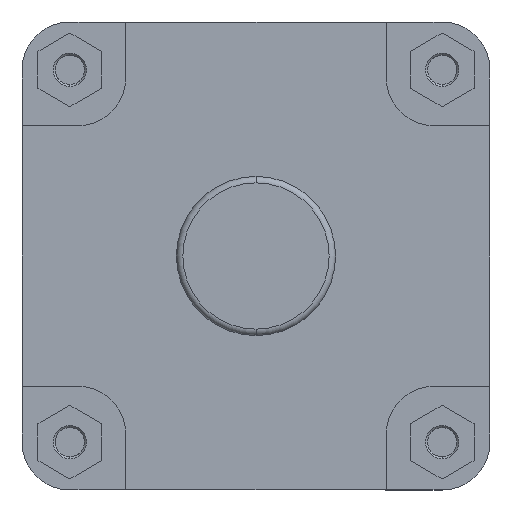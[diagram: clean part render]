
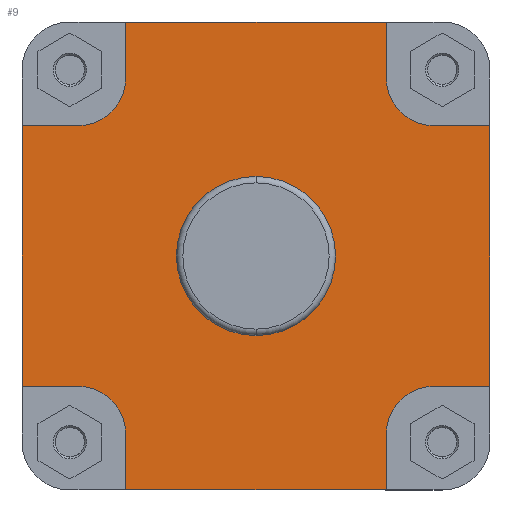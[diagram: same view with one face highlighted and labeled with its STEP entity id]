
A CAD part, left-side view. The second image highlights one B-rep face of the part: STEP entity #9.
In plain terms, the highlighted planar face has unit normal (-1, 0, 0).
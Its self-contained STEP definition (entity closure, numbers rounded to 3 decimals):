
#9 = ADVANCED_FACE ( 'NONE', ( #5641, #5634 ), #6414, .F. ) ;
#300 = ORIENTED_EDGE ( 'NONE', *, *, #1839, .T. ) ;
#306 = ORIENTED_EDGE ( 'NONE', *, *, #1821, .F. ) ;
#339 = ORIENTED_EDGE ( 'NONE', *, *, #1820, .F. ) ;
#356 = ORIENTED_EDGE ( 'NONE', *, *, #1856, .F. ) ;
#861 = CARTESIAN_POINT ( 'NONE',  ( 65., 0., 0. ) ) ;
#862 = DIRECTION ( 'NONE',  ( -1., 0., 0. ) ) ;
#863 = DIRECTION ( 'NONE',  ( 0., 0., 1. ) ) ;
#941 = CARTESIAN_POINT ( 'NONE',  ( 65., 0., 0. ) ) ;
#948 = DIRECTION ( 'NONE',  ( -1., 0., 0. ) ) ;
#949 = DIRECTION ( 'NONE',  ( 0., 0., 1. ) ) ;
#1106 = CARTESIAN_POINT ( 'NONE',  ( 65., 110., 0. ) ) ;
#1115 = DIRECTION ( 'NONE',  ( 0., 0., 1. ) ) ;
#1130 = CARTESIAN_POINT ( 'NONE',  ( 65., 83.75, 83.75 ) ) ;
#1137 = DIRECTION ( 'NONE',  ( -1., 0., 0. ) ) ;
#1138 = DIRECTION ( 'NONE',  ( 0., 0., -1. ) ) ;
#1365 = CARTESIAN_POINT ( 'NONE',  ( 65., 83.75, -83.75 ) ) ;
#1370 = CARTESIAN_POINT ( 'NONE',  ( 65., 83.75, -61.25 ) ) ;
#1371 = DIRECTION ( 'NONE',  ( 0., 1., 0. ) ) ;
#1372 = DIRECTION ( 'NONE',  ( -1., 0., 0. ) ) ;
#1373 = DIRECTION ( 'NONE',  ( 0., 0., -1. ) ) ;
#1376 = CARTESIAN_POINT ( 'NONE',  ( 65., 61.25, -110. ) ) ;
#1377 = DIRECTION ( 'NONE',  ( 0., 0., 1. ) ) ;
#1378 = CARTESIAN_POINT ( 'NONE',  ( 65., -83.75, 61.25 ) ) ;
#1379 = DIRECTION ( 'NONE',  ( 0., -1., 0. ) ) ;
#1380 = CARTESIAN_POINT ( 'NONE',  ( 65., 61.25, 83.75 ) ) ;
#1381 = DIRECTION ( 'NONE',  ( 0., 0., 1. ) ) ;
#1396 = CARTESIAN_POINT ( 'NONE',  ( 65., -61.25, -83.75 ) ) ;
#1410 = CARTESIAN_POINT ( 'NONE',  ( 65., -83.75, 83.75 ) ) ;
#1411 = DIRECTION ( 'NONE',  ( -1., 0., 0. ) ) ;
#1412 = DIRECTION ( 'NONE',  ( 0., 0., -1. ) ) ;
#1413 = CARTESIAN_POINT ( 'NONE',  ( 65., -61.25, 110. ) ) ;
#1414 = DIRECTION ( 'NONE',  ( 0., 0., -1. ) ) ;
#1415 = CARTESIAN_POINT ( 'NONE',  ( 65., -242.141, 110. ) ) ;
#1416 = DIRECTION ( 'NONE',  ( 0., -1., 0. ) ) ;
#1417 = CARTESIAN_POINT ( 'NONE',  ( 65., -110., 0. ) ) ;
#1418 = DIRECTION ( 'NONE',  ( 0., 0., 1. ) ) ;
#1420 = DIRECTION ( 'NONE',  ( 0., 0., -1. ) ) ;
#1445 = CARTESIAN_POINT ( 'NONE',  ( 65., -83.75, -83.75 ) ) ;
#1447 = DIRECTION ( 'NONE',  ( -1., 0., 0. ) ) ;
#1448 = DIRECTION ( 'NONE',  ( 0., 0., -1. ) ) ;
#1449 = CARTESIAN_POINT ( 'NONE',  ( 65., 110., 61.25 ) ) ;
#1450 = DIRECTION ( 'NONE',  ( 0., -1., 0. ) ) ;
#1451 = CARTESIAN_POINT ( 'NONE',  ( 65., -242.141, -110. ) ) ;
#1452 = DIRECTION ( 'NONE',  ( 0., -1., 0. ) ) ;
#1453 = CARTESIAN_POINT ( 'NONE',  ( 65., -110., -61.25 ) ) ;
#1454 = DIRECTION ( 'NONE',  ( 0., 1., 0. ) ) ;
#1596 = EDGE_CURVE ( 'NONE', #6372, #6462, #3149, .T. ) ;
#1636 = EDGE_CURVE ( 'NONE', #6462, #6372, #3221, .T. ) ;
#1707 = EDGE_CURVE ( 'NONE', #6571, #6463, #3327, .T. ) ;
#1716 = EDGE_CURVE ( 'NONE', #6589, #6877, #3353, .T. ) ;
#1820 = EDGE_CURVE ( 'NONE', #6881, #6571, #3531, .T. ) ;
#1821 = EDGE_CURVE ( 'NONE', #6762, #6881, #3537, .T. ) ;
#1823 = EDGE_CURVE ( 'NONE', #6384, #6762, #3538, .T. ) ;
#1824 = EDGE_CURVE ( 'NONE', #6566, #6315, #3540, .T. ) ;
#1825 = EDGE_CURVE ( 'NONE', #6877, #6728, #3542, .T. ) ;
#1836 = EDGE_CURVE ( 'NONE', #6353, #6566, #3560, .T. ) ;
#1837 = EDGE_CURVE ( 'NONE', #6878, #6353, #3552, .T. ) ;
#1838 = EDGE_CURVE ( 'NONE', #6728, #6878, #3561, .T. ) ;
#1839 = EDGE_CURVE ( 'NONE', #6564, #6315, #3563, .T. ) ;
#1840 = EDGE_CURVE ( 'NONE', #6790, #6972, #3559, .T. ) ;
#1853 = EDGE_CURVE ( 'NONE', #6858, #6790, #3589, .T. ) ;
#1854 = EDGE_CURVE ( 'NONE', #6463, #6589, #3577, .T. ) ;
#1855 = EDGE_CURVE ( 'NONE', #6384, #6972, #3590, .T. ) ;
#1856 = EDGE_CURVE ( 'NONE', #6564, #6858, #3592, .T. ) ;
#2090 = AXIS2_PLACEMENT_3D ( 'NONE', #6928, #6610, #6714 ) ;
#2361 = AXIS2_PLACEMENT_3D ( 'NONE', #861, #862, #863 ) ;
#2369 = AXIS2_PLACEMENT_3D ( 'NONE', #941, #948, #949 ) ;
#2396 = AXIS2_PLACEMENT_3D ( 'NONE', #1130, #1137, #1138 ) ;
#2424 = AXIS2_PLACEMENT_3D ( 'NONE', #1365, #1372, #1373 ) ;
#2430 = AXIS2_PLACEMENT_3D ( 'NONE', #1410, #1411, #1412 ) ;
#2435 = AXIS2_PLACEMENT_3D ( 'NONE', #1445, #1447, #1448 ) ;
#2925 = ORIENTED_EDGE ( 'NONE', *, *, #1596, .F. ) ;
#2938 = ORIENTED_EDGE ( 'NONE', *, *, #1840, .F. ) ;
#2961 = ORIENTED_EDGE ( 'NONE', *, *, #1823, .F. ) ;
#2969 = ORIENTED_EDGE ( 'NONE', *, *, #1636, .F. ) ;
#2978 = ORIENTED_EDGE ( 'NONE', *, *, #1855, .T. ) ;
#3149 = CIRCLE ( 'NONE', #2361, 37.4 ) ;
#3221 = CIRCLE ( 'NONE', #2369, 37.4 ) ;
#3327 = LINE ( 'NONE', #1106, #3338 ) ;
#3338 = VECTOR ( 'NONE', #1115, 1000. ) ;
#3353 = CIRCLE ( 'NONE', #2396, 22.5 ) ;
#3531 = LINE ( 'NONE', #1370, #3532 ) ;
#3532 = VECTOR ( 'NONE', #1371, 1000. ) ;
#3537 = CIRCLE ( 'NONE', #2424, 22.5 ) ;
#3538 = LINE ( 'NONE', #1376, #3539 ) ;
#3539 = VECTOR ( 'NONE', #1377, 1000. ) ;
#3540 = LINE ( 'NONE', #1378, #3541 ) ;
#3541 = VECTOR ( 'NONE', #1379, 1000. ) ;
#3542 = LINE ( 'NONE', #1380, #3543 ) ;
#3543 = VECTOR ( 'NONE', #1381, 1000. ) ;
#3552 = LINE ( 'NONE', #1413, #3553 ) ;
#3553 = VECTOR ( 'NONE', #1414, 1000. ) ;
#3559 = LINE ( 'NONE', #1396, #3565 ) ;
#3560 = CIRCLE ( 'NONE', #2430, 22.5 ) ;
#3561 = LINE ( 'NONE', #1415, #3562 ) ;
#3562 = VECTOR ( 'NONE', #1416, 1000. ) ;
#3563 = LINE ( 'NONE', #1417, #3564 ) ;
#3564 = VECTOR ( 'NONE', #1418, 1000. ) ;
#3565 = VECTOR ( 'NONE', #1420, 1000. ) ;
#3577 = LINE ( 'NONE', #1449, #3583 ) ;
#3583 = VECTOR ( 'NONE', #1450, 1000. ) ;
#3589 = CIRCLE ( 'NONE', #2435, 22.5 ) ;
#3590 = LINE ( 'NONE', #1451, #3591 ) ;
#3591 = VECTOR ( 'NONE', #1452, 1000. ) ;
#3592 = LINE ( 'NONE', #1453, #3593 ) ;
#3593 = VECTOR ( 'NONE', #1454, 1000. ) ;
#4504 = CARTESIAN_POINT ( 'NONE',  ( 65., -110., 61.25 ) ) ;
#4515 = CARTESIAN_POINT ( 'NONE',  ( 65., -61.25, 83.75 ) ) ;
#4518 = CARTESIAN_POINT ( 'NONE',  ( 65., 0., -37.4 ) ) ;
#4526 = CARTESIAN_POINT ( 'NONE',  ( 65., 61.25, -110. ) ) ;
#4578 = CARTESIAN_POINT ( 'NONE',  ( 65., 0., 37.4 ) ) ;
#4579 = CARTESIAN_POINT ( 'NONE',  ( 65., 110., 61.25 ) ) ;
#4655 = CARTESIAN_POINT ( 'NONE',  ( 65., -110., -61.25 ) ) ;
#4657 = CARTESIAN_POINT ( 'NONE',  ( 65., -83.75, 61.25 ) ) ;
#4660 = CARTESIAN_POINT ( 'NONE',  ( 65., 110., -61.25 ) ) ;
#4670 = CARTESIAN_POINT ( 'NONE',  ( 65., 83.75, 61.25 ) ) ;
#4694 = CARTESIAN_POINT ( 'NONE',  ( 65., 61.25, 110. ) ) ;
#4702 = CARTESIAN_POINT ( 'NONE',  ( 65., 61.25, -83.75 ) ) ;
#4706 = CARTESIAN_POINT ( 'NONE',  ( 65., -61.25, -83.75 ) ) ;
#4713 = CARTESIAN_POINT ( 'NONE',  ( 65., -83.75, -61.25 ) ) ;
#4720 = CARTESIAN_POINT ( 'NONE',  ( 65., 61.25, 83.75 ) ) ;
#4721 = CARTESIAN_POINT ( 'NONE',  ( 65., -61.25, 110. ) ) ;
#4722 = CARTESIAN_POINT ( 'NONE',  ( 65., 83.75, -61.25 ) ) ;
#4758 = CARTESIAN_POINT ( 'NONE',  ( 65., -61.25, -110. ) ) ;
#5594 = EDGE_LOOP ( 'NONE', ( #2969, #2925 ) ) ;
#5623 = EDGE_LOOP ( 'NONE', ( #2978, #2938, #6131, #356, #300, #6137, #6142, #6130, #6146, #6151, #6149, #6127, #6148, #339, #306, #2961 ) ) ;
#5634 = FACE_OUTER_BOUND ( 'NONE', #5623, .T. ) ;
#5641 = FACE_BOUND ( 'NONE', #5594, .T. ) ;
#6127 = ORIENTED_EDGE ( 'NONE', *, *, #1854, .F. ) ;
#6130 = ORIENTED_EDGE ( 'NONE', *, *, #1837, .F. ) ;
#6131 = ORIENTED_EDGE ( 'NONE', *, *, #1853, .F. ) ;
#6137 = ORIENTED_EDGE ( 'NONE', *, *, #1824, .F. ) ;
#6142 = ORIENTED_EDGE ( 'NONE', *, *, #1836, .F. ) ;
#6146 = ORIENTED_EDGE ( 'NONE', *, *, #1838, .F. ) ;
#6148 = ORIENTED_EDGE ( 'NONE', *, *, #1707, .F. ) ;
#6149 = ORIENTED_EDGE ( 'NONE', *, *, #1716, .F. ) ;
#6151 = ORIENTED_EDGE ( 'NONE', *, *, #1825, .F. ) ;
#6315 = VERTEX_POINT ( 'NONE', #4504 ) ;
#6353 = VERTEX_POINT ( 'NONE', #4515 ) ;
#6372 = VERTEX_POINT ( 'NONE', #4518 ) ;
#6384 = VERTEX_POINT ( 'NONE', #4526 ) ;
#6414 = PLANE ( 'NONE',  #2090 ) ;
#6462 = VERTEX_POINT ( 'NONE', #4578 ) ;
#6463 = VERTEX_POINT ( 'NONE', #4579 ) ;
#6564 = VERTEX_POINT ( 'NONE', #4655 ) ;
#6566 = VERTEX_POINT ( 'NONE', #4657 ) ;
#6571 = VERTEX_POINT ( 'NONE', #4660 ) ;
#6589 = VERTEX_POINT ( 'NONE', #4670 ) ;
#6610 = DIRECTION ( 'NONE',  ( 1., 0., 0. ) ) ;
#6714 = DIRECTION ( 'NONE',  ( 0., 0., -1. ) ) ;
#6728 = VERTEX_POINT ( 'NONE', #4694 ) ;
#6762 = VERTEX_POINT ( 'NONE', #4702 ) ;
#6790 = VERTEX_POINT ( 'NONE', #4706 ) ;
#6858 = VERTEX_POINT ( 'NONE', #4713 ) ;
#6877 = VERTEX_POINT ( 'NONE', #4720 ) ;
#6878 = VERTEX_POINT ( 'NONE', #4721 ) ;
#6881 = VERTEX_POINT ( 'NONE', #4722 ) ;
#6928 = CARTESIAN_POINT ( 'NONE',  ( 65., 37.4, 0. ) ) ;
#6972 = VERTEX_POINT ( 'NONE', #4758 ) ;
